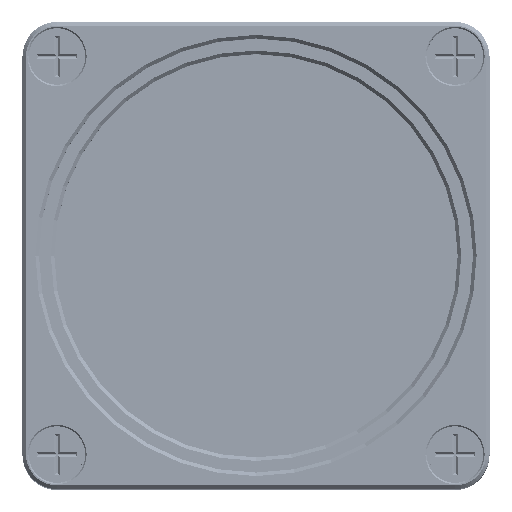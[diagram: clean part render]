
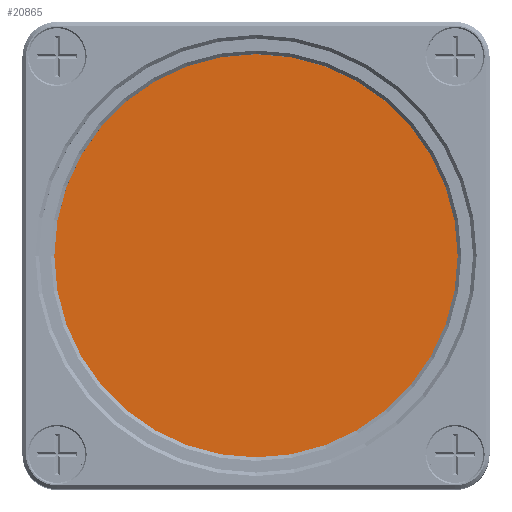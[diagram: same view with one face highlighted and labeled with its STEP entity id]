
A CAD part, top view. The second image highlights one B-rep face of the part: STEP entity #20865.
In plain terms, the highlighted planar face has unit normal (0, 0, 1).
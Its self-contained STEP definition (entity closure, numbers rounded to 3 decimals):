
#17594=FACE_OUTER_BOUND('',#32847,.T.);
#20865=ADVANCED_FACE('',(#17594),#23624,.T.);
#23624=PLANE('',#60915);
#32847=EDGE_LOOP('',(#36982));
#36982=ORIENTED_EDGE('',*,*,#52715,.T.);
#48498=VERTEX_POINT('',#79995);
#52715=EDGE_CURVE('',#48498,#48498,#58475,.T.);
#58475=CIRCLE('',#60912,12.5);
#60912=AXIS2_PLACEMENT_3D('',#79994,#66650,#66651);
#60915=AXIS2_PLACEMENT_3D('',#79999,#66656,#66657);
#66650=DIRECTION('',(0.,0.,1.));
#66651=DIRECTION('',(1.,0.,0.));
#66656=DIRECTION('',(0.,0.,1.));
#66657=DIRECTION('',(1.,0.,0.));
#79994=CARTESIAN_POINT('',(0.,0.,1.1));
#79995=CARTESIAN_POINT('',(12.5,0.,1.1));
#79999=CARTESIAN_POINT('',(0.,0.,1.1));
